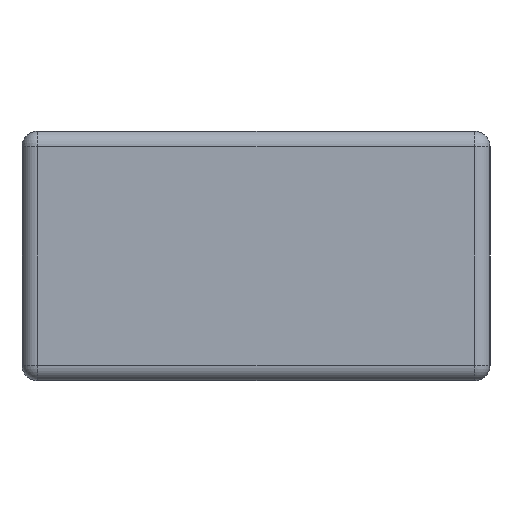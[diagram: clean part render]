
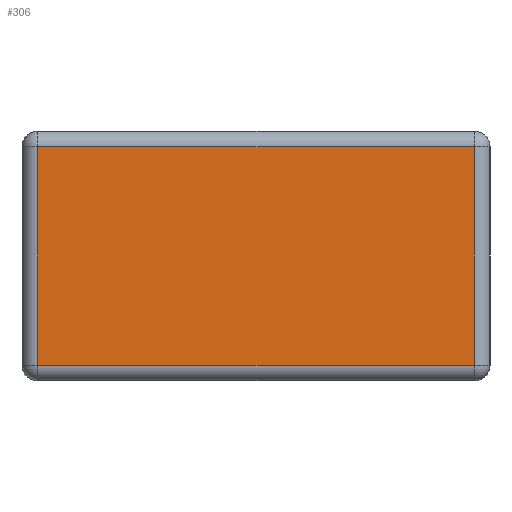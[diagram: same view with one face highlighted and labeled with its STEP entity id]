
A CAD part, left-side view. The second image highlights one B-rep face of the part: STEP entity #306.
In plain terms, the highlighted planar face has unit normal (-1, 0, 0).
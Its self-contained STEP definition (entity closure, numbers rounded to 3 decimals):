
#267 = CARTESIAN_POINT ( 'NONE',  ( -1.6, 0.7, 0.75 ) ) ;
#268 = VERTEX_POINT ( 'NONE', #267 ) ;
#269 = CARTESIAN_POINT ( 'NONE',  ( -1.6, 0.7, 0.05 ) ) ;
#270 = VERTEX_POINT ( 'NONE', #269 ) ;
#271 = CARTESIAN_POINT ( 'NONE',  ( -1.6, 0.7, 0. ) ) ;
#272 = DIRECTION ( 'NONE',  ( 0., 0., -1. ) ) ;
#273 = VECTOR ( 'NONE', #272, 1000. ) ;
#274 = LINE ( 'NONE', #271, #273 ) ;
#275 = EDGE_CURVE ( 'NONE', #268, #270, #274, .T. ) ;
#276 = ORIENTED_EDGE ( 'NONE', *, *, #275, .T. ) ;
#277 = CARTESIAN_POINT ( 'NONE',  ( -1.6, -0.7, 0.05 ) ) ;
#278 = VERTEX_POINT ( 'NONE', #277 ) ;
#279 = CARTESIAN_POINT ( 'NONE',  ( -1.6, 0., 0.05 ) ) ;
#280 = DIRECTION ( 'NONE',  ( 0., -1., 0. ) ) ;
#281 = VECTOR ( 'NONE', #280, 1000. ) ;
#282 = LINE ( 'NONE', #279, #281 ) ;
#283 = EDGE_CURVE ( 'NONE', #270, #278, #282, .T. ) ;
#284 = ORIENTED_EDGE ( 'NONE', *, *, #283, .T. ) ;
#285 = CARTESIAN_POINT ( 'NONE',  ( -1.6, -0.7, 0.75 ) ) ;
#286 = VERTEX_POINT ( 'NONE', #285 ) ;
#287 = CARTESIAN_POINT ( 'NONE',  ( -1.6, -0.7, 0. ) ) ;
#288 = DIRECTION ( 'NONE',  ( 0., 0., 1. ) ) ;
#289 = VECTOR ( 'NONE', #288, 1000. ) ;
#290 = LINE ( 'NONE', #287, #289 ) ;
#291 = EDGE_CURVE ( 'NONE', #278, #286, #290, .T. ) ;
#292 = ORIENTED_EDGE ( 'NONE', *, *, #291, .T. ) ;
#293 = CARTESIAN_POINT ( 'NONE',  ( -1.6, 0., 0.75 ) ) ;
#294 = DIRECTION ( 'NONE',  ( 0., 1., 0. ) ) ;
#295 = VECTOR ( 'NONE', #294, 1000. ) ;
#296 = LINE ( 'NONE', #293, #295 ) ;
#297 = EDGE_CURVE ( 'NONE', #286, #268, #296, .T. ) ;
#298 = ORIENTED_EDGE ( 'NONE', *, *, #297, .T. ) ;
#299 = EDGE_LOOP ( 'NONE', ( #276, #284, #292, #298 ) ) ;
#300 = FACE_OUTER_BOUND ( 'NONE', #299, .T. ) ;
#301 = CARTESIAN_POINT ( 'NONE',  ( -1.6, 0., 0. ) ) ;
#302 = DIRECTION ( 'NONE',  ( 1., 0., 0. ) ) ;
#303 = DIRECTION ( 'NONE',  ( 0., 1., 0. ) ) ;
#304 = AXIS2_PLACEMENT_3D ( 'NONE', #301, #302, #303 ) ;
#305 = PLANE ( 'NONE', #304 ) ;
#306 = ADVANCED_FACE ( 'NONE', ( #300 ), #305, .F. ) ;
